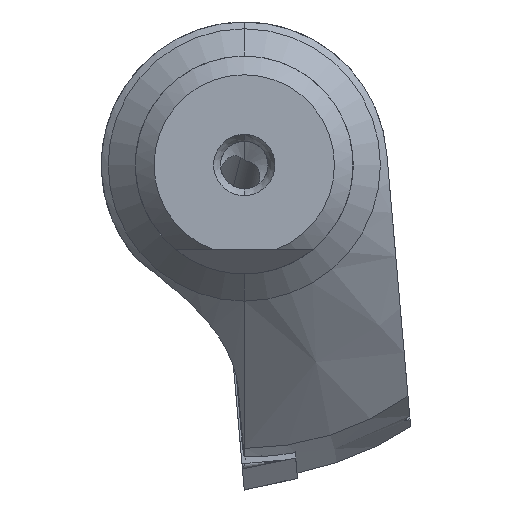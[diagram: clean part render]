
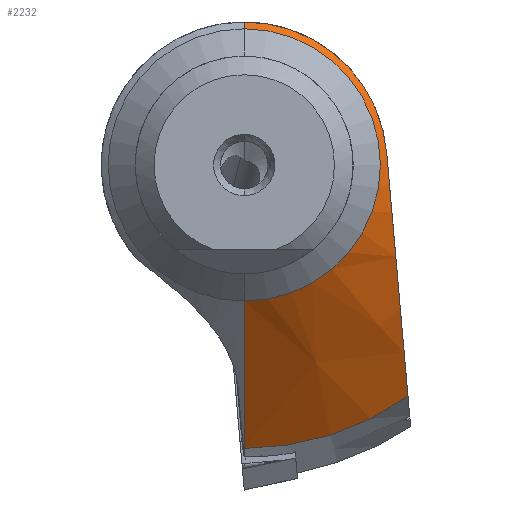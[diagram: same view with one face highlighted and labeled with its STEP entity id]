
A CAD part, left-side view. The second image highlights one B-rep face of the part: STEP entity #2232.
In plain terms, the highlighted conical face has half-angle 50 degrees and reference radius 20.822 mm.
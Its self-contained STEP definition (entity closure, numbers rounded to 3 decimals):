
#128 = CIRCLE ( 'NONE', #470, 10. ) ;
#276 = CARTESIAN_POINT ( 'NONE',  ( 93.853, -10.752, -2.427 ) ) ;
#304 = DIRECTION ( 'NONE',  ( 0.643, 0., 0.766 ) ) ;
#323 = AXIS2_PLACEMENT_3D ( 'NONE', #1688, #4330, #2062 ) ;
#369 = EDGE_CURVE ( 'NONE', #3477, #1519, #128, .T. ) ;
#470 = AXIS2_PLACEMENT_3D ( 'NONE', #3553, #1287, #3949 ) ;
#549 = DIRECTION ( 'NONE',  ( -1., 0., 0. ) ) ;
#600 = ORIENTED_EDGE ( 'NONE', *, *, #2753, .T. ) ;
#649 = CARTESIAN_POINT ( 'NONE',  ( 94.217, -10.859, -3.648 ) ) ;
#715 = CARTESIAN_POINT ( 'NONE',  ( 102.081, 0., -20.822 ) ) ;
#940 = CARTESIAN_POINT ( 'NONE',  ( 93., 0., -10. ) ) ;
#944 = FACE_OUTER_BOUND ( 'NONE', #2130, .T. ) ;
#1004 = CARTESIAN_POINT ( 'NONE',  ( 93.42, 0., 10.5 ) ) ;
#1012 = AXIS2_PLACEMENT_3D ( 'NONE', #3650, #1777, #4438 ) ;
#1033 = CARTESIAN_POINT ( 'NONE',  ( 94.982, -11.031, -5.614 ) ) ;
#1200 = AXIS2_PLACEMENT_3D ( 'NONE', #2832, #549, #3195 ) ;
#1287 = DIRECTION ( 'NONE',  ( -1., 0., 0. ) ) ;
#1408 = CARTESIAN_POINT ( 'NONE',  ( 96.103, -11.228, -7.864 ) ) ;
#1437 = ORIENTED_EDGE ( 'NONE', *, *, #4429, .T. ) ;
#1439 = CARTESIAN_POINT ( 'NONE',  ( 102.081, 0., -20.822 ) ) ;
#1519 = VERTEX_POINT ( 'NONE', #2899 ) ;
#1538 = VERTEX_POINT ( 'NONE', #1004 ) ;
#1688 = CARTESIAN_POINT ( 'NONE',  ( 93.42, 0., 0. ) ) ;
#1689 = EDGE_CURVE ( 'NONE', #4039, #3633, #3113, .T. ) ;
#1758 = EDGE_CURVE ( 'NONE', #1519, #1538, #2453, .T. ) ;
#1777 = DIRECTION ( 'NONE',  ( 1., 0., 0. ) ) ;
#1809 = CARTESIAN_POINT ( 'NONE',  ( 98.243, -11.543, -11.466 ) ) ;
#1841 = CONICAL_SURFACE ( 'NONE', #1012, 20.822, 0.873 ) ;
#1894 = EDGE_CURVE ( 'NONE', #3477, #4073, #4651, .T. ) ;
#1916 = ORIENTED_EDGE ( 'NONE', *, *, #1758, .F. ) ;
#2062 = DIRECTION ( 'NONE',  ( 0., 0., -1. ) ) ;
#2130 = EDGE_LOOP ( 'NONE', ( #1916, #3530, #3003, #1437, #3571, #600 ) ) ;
#2188 = CARTESIAN_POINT ( 'NONE',  ( 101.09, -11.908, -15.635 ) ) ;
#2223 = VECTOR ( 'NONE', #304, 1000. ) ;
#2232 = ADVANCED_FACE ( 'NONE', ( #944 ), #1841, .T. ) ;
#2453 = LINE ( 'NONE', #4871, #2223 ) ;
#2544 = CARTESIAN_POINT ( 'NONE',  ( 93.753, -10.717, -2.017 ) ) ;
#2628 = VECTOR ( 'NONE', #4086, 1000. ) ;
#2753 = EDGE_CURVE ( 'NONE', #4039, #1538, #3958, .T. ) ;
#2832 = CARTESIAN_POINT ( 'NONE',  ( 102.081, 0., 0. ) ) ;
#2899 = CARTESIAN_POINT ( 'NONE',  ( 93., 0., 10. ) ) ;
#2932 = CARTESIAN_POINT ( 'NONE',  ( 94.084, -10.824, -3.242 ) ) ;
#2965 = CARTESIAN_POINT ( 'NONE',  ( 93.42, -10.46, 0.915 ) ) ;
#3003 = ORIENTED_EDGE ( 'NONE', *, *, #1894, .T. ) ;
#3113 = B_SPLINE_CURVE_WITH_KNOTS ( 'NONE', 3,
 ( #4450, #4045, #4839, #2544, #276, #2932, #649, #3297, #1033, #3678, #1408, #4063, #1809, #4464, #2188, #4857 ),
 .UNSPECIFIED., .F., .F.,
 ( 4, 2, 2, 2, 2, 2, 2, 4 ),
 ( 0., 0.003, 0.004, 0.005, 0.008, 0.01, 0.015, 0.02 ),
 .UNSPECIFIED. ) ;
#3195 = DIRECTION ( 'NONE',  ( 0., 0., 1. ) ) ;
#3297 = CARTESIAN_POINT ( 'NONE',  ( 94.648, -10.964, -4.843 ) ) ;
#3382 = CIRCLE ( 'NONE', #1200, 20.822 ) ;
#3477 = VERTEX_POINT ( 'NONE', #940 ) ;
#3530 = ORIENTED_EDGE ( 'NONE', *, *, #369, .F. ) ;
#3553 = CARTESIAN_POINT ( 'NONE',  ( 93., 0., 0. ) ) ;
#3571 = ORIENTED_EDGE ( 'NONE', *, *, #1689, .F. ) ;
#3633 = VERTEX_POINT ( 'NONE', #4064 ) ;
#3650 = CARTESIAN_POINT ( 'NONE',  ( 102.081, 0., 0. ) ) ;
#3678 = CARTESIAN_POINT ( 'NONE',  ( 95.709, -11.163, -7.125 ) ) ;
#3949 = DIRECTION ( 'NONE',  ( 0., 0., 1. ) ) ;
#3958 = CIRCLE ( 'NONE', #323, 10.5 ) ;
#4039 = VERTEX_POINT ( 'NONE', #2965 ) ;
#4045 = CARTESIAN_POINT ( 'NONE',  ( 93.42, -10.535, 0.061 ) ) ;
#4063 = CARTESIAN_POINT ( 'NONE',  ( 97.341, -11.419, -10.05 ) ) ;
#4064 = CARTESIAN_POINT ( 'NONE',  ( 102.081, -12.027, -16.997 ) ) ;
#4073 = VERTEX_POINT ( 'NONE', #715 ) ;
#4086 = DIRECTION ( 'NONE',  ( 0.643, 0., -0.766 ) ) ;
#4330 = DIRECTION ( 'NONE',  ( -1., 0., 0. ) ) ;
#4429 = EDGE_CURVE ( 'NONE', #4073, #3633, #3382, .T. ) ;
#4438 = DIRECTION ( 'NONE',  ( 0., 0., -1. ) ) ;
#4450 = CARTESIAN_POINT ( 'NONE',  ( 93.42, -10.46, 0.915 ) ) ;
#4464 = CARTESIAN_POINT ( 'NONE',  ( 100.117, -11.788, -14.26 ) ) ;
#4651 = LINE ( 'NONE', #1439, #2628 ) ;
#4839 = CARTESIAN_POINT ( 'NONE',  ( 93.508, -10.608, -0.778 ) ) ;
#4857 = CARTESIAN_POINT ( 'NONE',  ( 102.081, -12.027, -16.997 ) ) ;
#4871 = CARTESIAN_POINT ( 'NONE',  ( 102.081, 0., 20.822 ) ) ;
